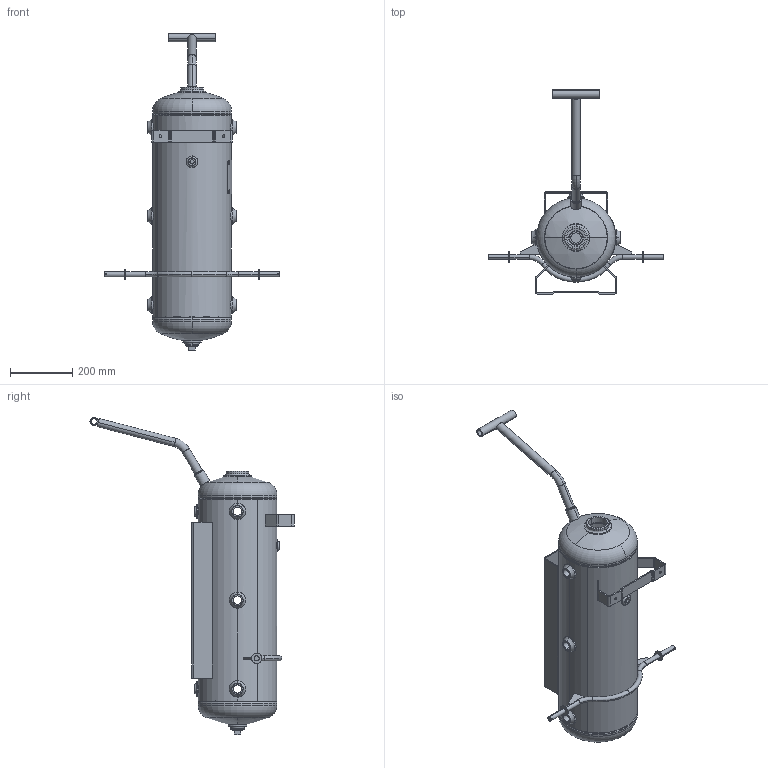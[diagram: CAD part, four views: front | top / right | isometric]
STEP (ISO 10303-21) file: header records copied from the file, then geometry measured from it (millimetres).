
FILE_DESCRIPTION (( 'STEP AP203' ), '1' );
FILE_NAME ('309956.STEP', '2016-02-29T21:20:06', ( '' ), ( '' ), 'SwSTEP 2.0', 'SolidWorks 2014', '' );
FILE_SCHEMA (( 'CONFIG_CONTROL_DESIGN' ));
Length unit declared in the file: inch
Products named in the file (21): A50164; PHOENIX FLAT FLANGE_0500; 309956-SL; A50161; PHOENIX FLAT FLANGE_0250; HEAD_10X094JOG; Flat Washer Type A Narrow_AI_Preferred Narrow FW 0.625; A50160-GUSSET; PHOENIX FLAT FLANGE_2000; A50160; PHOENIX FLAT FLANGE_1000; A50163_DefaultSM-FLAT-PATTERN; A50168; PLUG_1000-STEEL; NP-HOR_10; A50166; PHOENIX RAD FLANGE_075P150A; 309956; A50165_R16040; F30056_F30056
Assembly tree (29 placements, depth 3):
  309956
    309956-SL
    HEAD_10X094JOG
    HEAD_10X094JOG
    PHOENIX FLAT FLANGE_2000
    PHOENIX FLAT FLANGE_1000
    PLUG_1000-STEEL
    PHOENIX RAD FLANGE_075P150A  x7
    F30056_F30056
    PHOENIX FLAT FLANGE_0500  x2
    PHOENIX FLAT FLANGE_0250
    A50168
    A50164
      A50166
      A50165_R16040
    A50160
      A50161
      Flat Washer Type A Narrow_AI_Preferred Narrow FW 0.625  x2
      A50160-GUSSET  x2
    A50163_DefaultSM-FLAT-PATTERN
    NP-HOR_10
Bounding box: 563.55 x 656.56 x 1020.64 mm (x, y, z)
Volume: 2753538.8 mm3; surface area: 1958119.9 mm2
Topology: 27 solids, 27 shells, 561 faces, 1262 edges, 758 vertices
Faces by surface type: cylinder 179, torus 152, plane 120, cone 70, bspline 32, sphere 8
Entity records: 25989 total; most frequent: CARTESIAN_POINT 13635, DIRECTION 2198, ORIENTED_EDGE 1972, EDGE_CURVE 986, AXIS2_PLACEMENT_3D 927, VERTEX_POINT 594, CIRCLE 502, EDGE_LOOP 478
